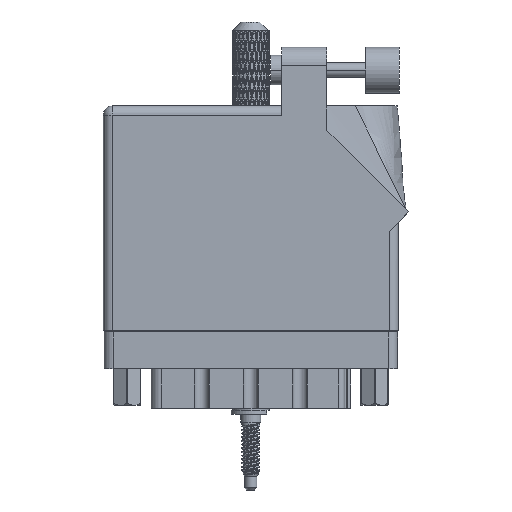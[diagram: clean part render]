
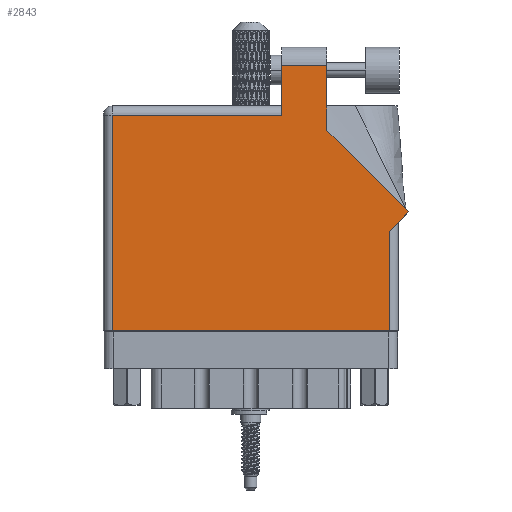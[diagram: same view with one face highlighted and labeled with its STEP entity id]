
A CAD part, front view. The second image highlights one B-rep face of the part: STEP entity #2843.
In plain terms, the highlighted face is planar.
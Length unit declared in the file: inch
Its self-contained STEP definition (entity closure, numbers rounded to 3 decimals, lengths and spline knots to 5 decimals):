
#714 = VERTEX_POINT ( 'NONE', #40755 ) ;
#1122 = ORIENTED_EDGE ( 'NONE', *, *, #41156, .T. ) ;
#1140 = CARTESIAN_POINT ( 'NONE',  ( 2.08071, 0.80771, 0. ) ) ;
#2309 = ORIENTED_EDGE ( 'NONE', *, *, #29309, .T. ) ;
#2843 = ADVANCED_FACE ( 'NONE', ( #90251 ), #62595, .F. ) ;
#5135 = CARTESIAN_POINT ( 'NONE',  ( 1.524, 1.36442, 0. ) ) ;
#5859 = EDGE_CURVE ( 'NONE', #51018, #714, #113453, .T. ) ;
#8471 = VECTOR ( 'NONE', #101887, 39.37008 ) ;
#16245 = ORIENTED_EDGE ( 'NONE', *, *, #72027, .T. ) ;
#17637 = DIRECTION ( 'NONE',  ( -0.707, 0.707, 0. ) ) ;
#18999 = DIRECTION ( 'NONE',  ( 0.707, 0.707, 0. ) ) ;
#20783 = CARTESIAN_POINT ( 'NONE',  ( 1.217, 1.468, 0. ) ) ;
#23583 = LINE ( 'NONE', #112852, #115631 ) ;
#24126 = VECTOR ( 'NONE', #60435, 39.37008 ) ;
#25001 = ORIENTED_EDGE ( 'NONE', *, *, #48330, .T. ) ;
#26385 = ORIENTED_EDGE ( 'NONE', *, *, #51898, .T. ) ;
#27025 = DIRECTION ( 'NONE',  ( -1., 0., 0. ) ) ;
#29275 = DIRECTION ( 'NONE',  ( 0., -1., 0. ) ) ;
#29309 = EDGE_CURVE ( 'NONE', #79782, #109021, #23583, .T. ) ;
#33187 = VECTOR ( 'NONE', #72286, 39.37008 ) ;
#38581 = CARTESIAN_POINT ( 'NONE',  ( 0.062, 0., 0. ) ) ;
#38810 = VECTOR ( 'NONE', #18999, 39.37008 ) ;
#40032 = LINE ( 'NONE', #81715, #61008 ) ;
#40569 = VECTOR ( 'NONE', #29275, 39.37008 ) ;
#40755 = CARTESIAN_POINT ( 'NONE',  ( 0.062, 1.468, 0. ) ) ;
#41001 = CARTESIAN_POINT ( 'NONE',  ( 1.524, 1.36442, 0. ) ) ;
#41156 = EDGE_CURVE ( 'NONE', #87247, #104673, #72238, .T. ) ;
#42244 = EDGE_CURVE ( 'NONE', #104673, #96286, #73364, .T. ) ;
#43428 = ORIENTED_EDGE ( 'NONE', *, *, #5859, .T. ) ;
#44979 = VERTEX_POINT ( 'NONE', #61388 ) ;
#45371 = CARTESIAN_POINT ( 'NONE',  ( 1.217, 1.805, 0. ) ) ;
#48330 = EDGE_CURVE ( 'NONE', #95562, #51018, #111614, .T. ) ;
#51018 = VERTEX_POINT ( 'NONE', #20783 ) ;
#51727 = CARTESIAN_POINT ( 'NONE',  ( 1.948, 0., 0. ) ) ;
#51898 = EDGE_CURVE ( 'NONE', #44979, #95562, #40032, .T. ) ;
#53317 = DIRECTION ( 'NONE',  ( -1., 0., 0. ) ) ;
#53376 = EDGE_LOOP ( 'NONE', ( #16245, #26385, #25001, #43428, #106660, #1122, #58811, #92155, #2309 ) ) ;
#55823 = CARTESIAN_POINT ( 'NONE',  ( 1.217, 1.53, 0. ) ) ;
#58811 = ORIENTED_EDGE ( 'NONE', *, *, #42244, .T. ) ;
#59873 = CARTESIAN_POINT ( 'NONE',  ( 1.948, 0.737, 0. ) ) ;
#60435 = DIRECTION ( 'NONE',  ( 0., -1., 0. ) ) ;
#61008 = VECTOR ( 'NONE', #72054, 39.37008 ) ;
#61388 = CARTESIAN_POINT ( 'NONE',  ( 1.524, 1.805, 0. ) ) ;
#62595 = PLANE ( 'NONE',  #86856 ) ;
#62638 = CARTESIAN_POINT ( 'NONE',  ( 0., 0., 0. ) ) ;
#62914 = CARTESIAN_POINT ( 'NONE',  ( 2.01, 0.737, 0. ) ) ;
#65787 = EDGE_CURVE ( 'NONE', #96286, #79782, #100072, .T. ) ;
#67444 = CARTESIAN_POINT ( 'NONE',  ( 1.948, 0.675, 0. ) ) ;
#70108 = CARTESIAN_POINT ( 'NONE',  ( 0., 1.468, 0. ) ) ;
#71860 = CARTESIAN_POINT ( 'NONE',  ( 0., 1.53, 0. ) ) ;
#72027 = EDGE_CURVE ( 'NONE', #109021, #44979, #101919, .T. ) ;
#72054 = DIRECTION ( 'NONE',  ( -1., 0., 0. ) ) ;
#72238 = LINE ( 'NONE', #62638, #33187 ) ;
#72286 = DIRECTION ( 'NONE',  ( 1., 0., 0. ) ) ;
#73364 = LINE ( 'NONE', #59873, #102600 ) ;
#75084 = EDGE_CURVE ( 'NONE', #714, #87247, #103616, .T. ) ;
#79782 = VERTEX_POINT ( 'NONE', #1140 ) ;
#81715 = CARTESIAN_POINT ( 'NONE',  ( 1.217, 1.805, 0. ) ) ;
#86856 = AXIS2_PLACEMENT_3D ( 'NONE', #71860, #88532, #27025 ) ;
#87247 = VERTEX_POINT ( 'NONE', #38581 ) ;
#88532 = DIRECTION ( 'NONE',  ( 0., 0., -1. ) ) ;
#90251 = FACE_OUTER_BOUND ( 'NONE', #53376, .T. ) ;
#92155 = ORIENTED_EDGE ( 'NONE', *, *, #65787, .T. ) ;
#94769 = DIRECTION ( 'NONE',  ( 0., 1., 0. ) ) ;
#95562 = VERTEX_POINT ( 'NONE', #45371 ) ;
#95689 = CARTESIAN_POINT ( 'NONE',  ( 0.062, 0., 0. ) ) ;
#96286 = VERTEX_POINT ( 'NONE', #67444 ) ;
#100072 = LINE ( 'NONE', #62914, #38810 ) ;
#100890 = VECTOR ( 'NONE', #53317, 39.37008 ) ;
#101887 = DIRECTION ( 'NONE',  ( 0., 1., 0. ) ) ;
#101919 = LINE ( 'NONE', #5135, #8471 ) ;
#102600 = VECTOR ( 'NONE', #94769, 39.37008 ) ;
#103616 = LINE ( 'NONE', #95689, #24126 ) ;
#104673 = VERTEX_POINT ( 'NONE', #51727 ) ;
#106660 = ORIENTED_EDGE ( 'NONE', *, *, #75084, .T. ) ;
#109021 = VERTEX_POINT ( 'NONE', #41001 ) ;
#111614 = LINE ( 'NONE', #55823, #40569 ) ;
#112852 = CARTESIAN_POINT ( 'NONE',  ( 2.08071, 0.80771, 0. ) ) ;
#113453 = LINE ( 'NONE', #70108, #100890 ) ;
#115631 = VECTOR ( 'NONE', #17637, 39.37008 ) ;
